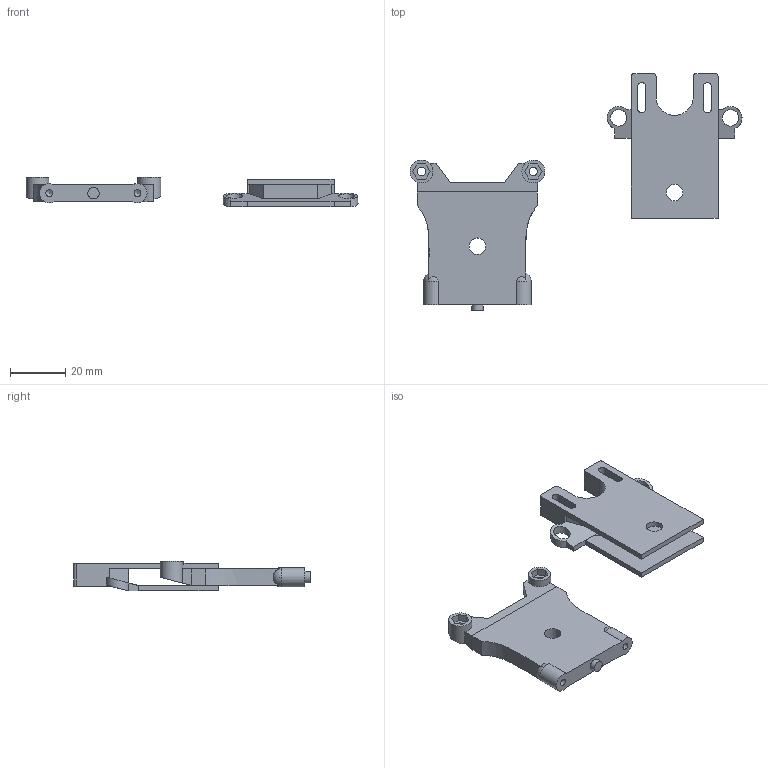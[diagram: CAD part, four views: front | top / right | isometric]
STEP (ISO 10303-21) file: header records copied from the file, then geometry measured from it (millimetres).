
FILE_DESCRIPTION(/* description */ (''),/* implementation_level */ '2;1');
FILE_NAME(/* name */ 'support moteur au dessus v2.step',/* time_stamp */ '2024-01-21T17:14:57+01:00',/* author */ (''),/* organization */ (''),/* preprocessor_version */ 'ST-DEVELOPER v20',/* originating_system */ 'Autodesk Translation Framework v12.14.0.127',/* authorisation */ '');
FILE_SCHEMA (('AUTOMOTIVE_DESIGN { 1 0 10303 214 3 1 1 }'));
Length unit declared in the file: millimetre
Products named in the file (2): support moteur au dessus; plaque avant transmission centrale
Assembly tree (1 placements, depth 2):
  support moteur au dessus
    plaque avant transmission centrale
Bounding box: 120.46 x 85.97 x 10.85 mm (x, y, z)
Volume: 17750.2 mm3; surface area: 13004.9 mm2
Topology: 3 solids, 3 shells, 106 faces, 287 edges, 190 vertices
Faces by surface type: plane 72, cylinder 28, cone 2, sphere 2, bspline 2
Full cylindrical faces by diameter (mm): 2.529 x2, 3 x2, 4.15 x1, 6 x7, 8.3 x2
Entity records: 3566 total; most frequent: CARTESIAN_POINT 784, ORIENTED_EDGE 566, DIRECTION 555, EDGE_CURVE 283, LINE 205, VECTOR 205, VERTEX_POINT 190, AXIS2_PLACEMENT_3D 175
